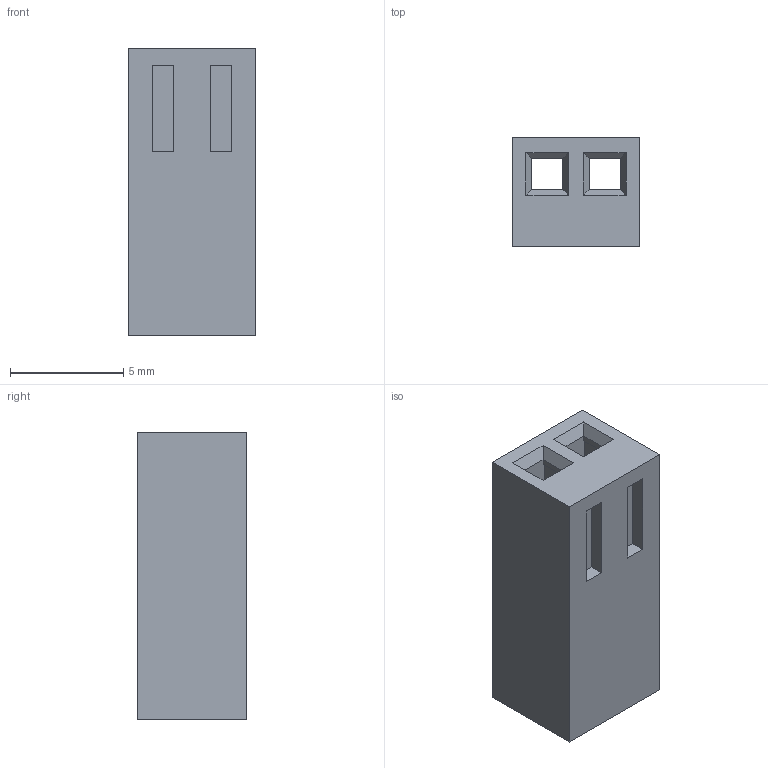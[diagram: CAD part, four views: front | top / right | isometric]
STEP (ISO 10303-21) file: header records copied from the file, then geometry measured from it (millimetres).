
FILE_DESCRIPTION((''),'2;1');
FILE_NAME('022012021','2013-10-11T',('me'),(''),'PRO/ENGINEER BY PARAMETRIC TECHNOLOGY CORPORATION, 2011490','PRO/ENGINEER BY PARAMETRIC TECHNOLOGY CORPORATION, 2011490','');
FILE_SCHEMA(('CONFIG_CONTROL_DESIGN'));
Length unit declared in the file: inch
Products named in the file (1): 022012021
Bounding box: 5.64 x 4.83 x 12.7 mm (x, y, z)
Volume: 231.3 mm3; surface area: 551.4 mm2
Topology: 1 solids, 1 shells, 48 faces, 131 edges, 94 vertices
Faces by surface type: plane 48
Entity records: 1516 total; most frequent: CARTESIAN_POINT 260, ORIENTED_EDGE 248, DIRECTION 229, VECTOR 131, LINE 131, EDGE_CURVE 124, VERTEX_POINT 80, EDGE_LOOP 54
